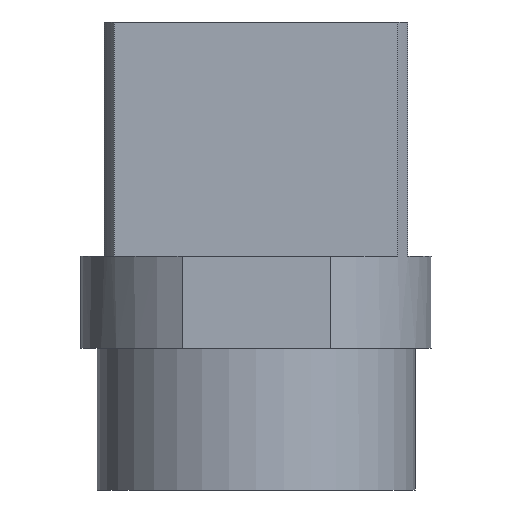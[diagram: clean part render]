
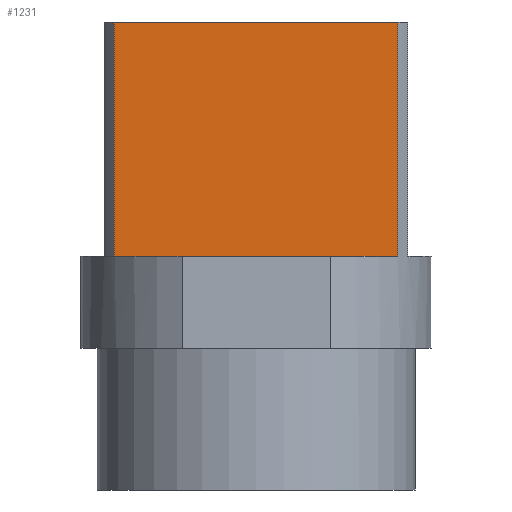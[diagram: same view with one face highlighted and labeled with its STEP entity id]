
A CAD part, front view. The second image highlights one B-rep face of the part: STEP entity #1231.
In plain terms, the highlighted planar face has unit normal (0, -1, 0).
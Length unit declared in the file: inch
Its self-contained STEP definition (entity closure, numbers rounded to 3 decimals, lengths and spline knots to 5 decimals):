
#72 = EDGE_CURVE ( 'NONE', #1060, #617, #1601, .T. ) ;
#77 = CARTESIAN_POINT ( 'NONE',  ( -0.09074, -0.0665, 0.15 ) ) ;
#78 = AXIS2_PLACEMENT_3D ( 'NONE', #1661, #1274, #485 ) ;
#158 = ORIENTED_EDGE ( 'NONE', *, *, #1630, .T. ) ;
#201 = VERTEX_POINT ( 'NONE', #1063 ) ;
#253 = CARTESIAN_POINT ( 'NONE',  ( 0.09074, -0.0665, 0.3 ) ) ;
#272 = VERTEX_POINT ( 'NONE', #77 ) ;
#276 = FACE_OUTER_BOUND ( 'NONE', #1314, .T. ) ;
#284 = CARTESIAN_POINT ( 'NONE',  ( 0.09074, -0.0665, -0.08574 ) ) ;
#304 = ORIENTED_EDGE ( 'NONE', *, *, #72, .F. ) ;
#319 = ORIENTED_EDGE ( 'NONE', *, *, #1032, .F. ) ;
#339 = ORIENTED_EDGE ( 'NONE', *, *, #1365, .F. ) ;
#404 = CARTESIAN_POINT ( 'NONE',  ( -0.0909, -0.0665, -0.08574 ) ) ;
#485 = DIRECTION ( 'NONE',  ( 0., 0., -1. ) ) ;
#617 = VERTEX_POINT ( 'NONE', #1005 ) ;
#672 = LINE ( 'NONE', #1278, #1301 ) ;
#676 = CARTESIAN_POINT ( 'NONE',  ( -0.0909, -0.0665, 0.3 ) ) ;
#702 = CARTESIAN_POINT ( 'NONE',  ( -0.0909, -0.0665, 0.15 ) ) ;
#729 = EDGE_CURVE ( 'NONE', #272, #1060, #672, .T. ) ;
#739 = PLANE ( 'NONE',  #78 ) ;
#746 = VERTEX_POINT ( 'NONE', #253 ) ;
#783 = DIRECTION ( 'NONE',  ( 0., 0., 1. ) ) ;
#911 = VECTOR ( 'NONE', #783, 39.37008 ) ;
#975 = VECTOR ( 'NONE', #1043, 39.37008 ) ;
#999 = VECTOR ( 'NONE', #1096, 39.37008 ) ;
#1005 = CARTESIAN_POINT ( 'NONE',  ( -0.0909, -0.0665, 0.3 ) ) ;
#1032 = EDGE_CURVE ( 'NONE', #201, #272, #1379, .T. ) ;
#1043 = DIRECTION ( 'NONE',  ( 0., 0., 1. ) ) ;
#1060 = VERTEX_POINT ( 'NONE', #702 ) ;
#1063 = CARTESIAN_POINT ( 'NONE',  ( 0.09074, -0.0665, 0.15 ) ) ;
#1086 = VECTOR ( 'NONE', #1209, 39.37008 ) ;
#1096 = DIRECTION ( 'NONE',  ( -1., 0., 0. ) ) ;
#1151 = DIRECTION ( 'NONE',  ( -1., 0., 0. ) ) ;
#1209 = DIRECTION ( 'NONE',  ( 1., 0., 0. ) ) ;
#1231 = ADVANCED_FACE ( 'NONE', ( #276 ), #739, .T. ) ;
#1274 = DIRECTION ( 'NONE',  ( 0., -1., 0. ) ) ;
#1278 = CARTESIAN_POINT ( 'NONE',  ( -0.0909, -0.0665, 0.15 ) ) ;
#1301 = VECTOR ( 'NONE', #1151, 39.37008 ) ;
#1314 = EDGE_LOOP ( 'NONE', ( #319, #158, #339, #304, #1504 ) ) ;
#1363 = LINE ( 'NONE', #284, #975 ) ;
#1365 = EDGE_CURVE ( 'NONE', #617, #746, #1435, .T. ) ;
#1379 = LINE ( 'NONE', #1616, #999 ) ;
#1435 = LINE ( 'NONE', #676, #1086 ) ;
#1504 = ORIENTED_EDGE ( 'NONE', *, *, #729, .F. ) ;
#1601 = LINE ( 'NONE', #404, #911 ) ;
#1616 = CARTESIAN_POINT ( 'NONE',  ( -0.0909, -0.0665, 0.15 ) ) ;
#1630 = EDGE_CURVE ( 'NONE', #201, #746, #1363, .T. ) ;
#1661 = CARTESIAN_POINT ( 'NONE',  ( -0.0909, -0.0665, -0.08574 ) ) ;
